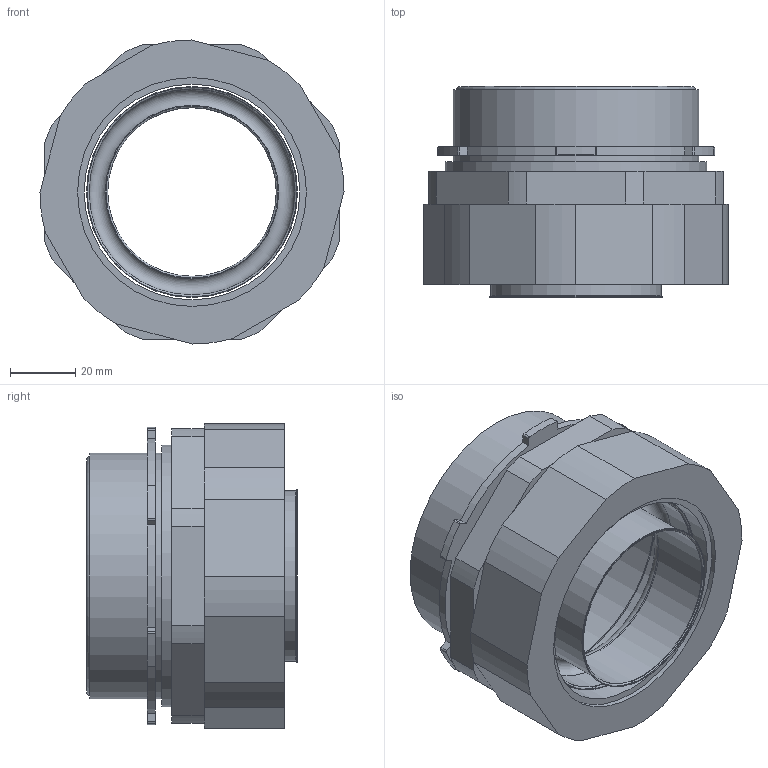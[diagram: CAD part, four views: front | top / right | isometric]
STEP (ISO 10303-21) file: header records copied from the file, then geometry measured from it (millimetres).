
FILE_DESCRIPTION(('STEP AP203'), '1');
FILE_NAME('Ìóôòà ââîäíàÿ äëÿ ìåòàëëîðóêàâà ÂÌ-60 ãàéêà ïîä ðîæêîâûé êëþ÷', '', ('UNSPECIFIED'), ('UNSPECIFIED'), 'ASCON STEP Converter 1.6', 'ASCON Math Kernel', '');
FILE_SCHEMA(('CONFIG_CONTROL_DESIGN'));
Length unit declared in the file: millimetre
Products named in the file (1): -09
Bounding box: 93 x 64.5 x 93 mm (x, y, z)
Volume: 128847.2 mm3; surface area: 84691.3 mm2
Topology: 7 solids, 7 shells, 117 faces, 292 edges, 196 vertices
Faces by surface type: cylinder 59, plane 49, torus 7, cone 2
Full cylindrical faces by diameter (mm): 51.5 x1, 52 x1, 53 x1, 63 x1, 63.5 x1, 64.5 x1, 66 x1, 67 x1, 70 x4, 71 x1, 73.835 x1, 75 x2, 75.184 x1, 76 x1, 80 x1
Entity records: 4458 total; most frequent: DIRECTION 640, CARTESIAN_POINT 578, ORIENTED_EDGE 528, EDGE_CURVE 264, AXIS2_PLACEMENT_3D 258, VERTEX_POINT 196, EDGE_LOOP 166, CIRCLE 140
